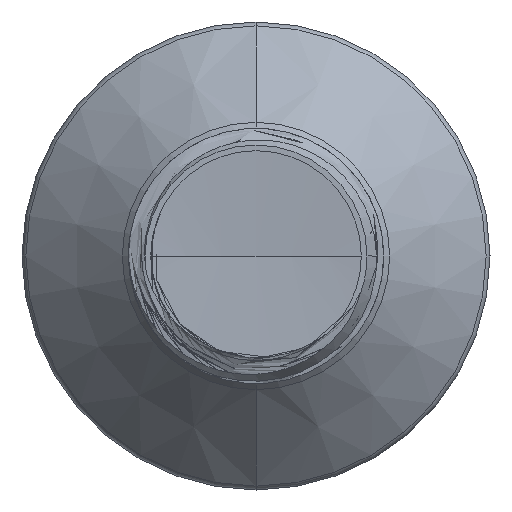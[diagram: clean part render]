
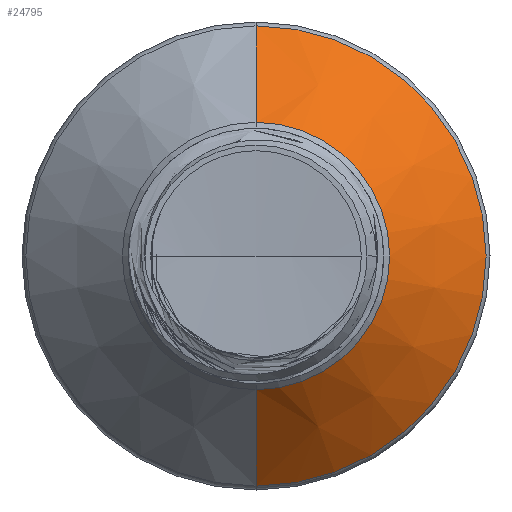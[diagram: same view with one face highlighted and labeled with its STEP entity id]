
A CAD part, front view. The second image highlights one B-rep face of the part: STEP entity #24795.
In plain terms, the highlighted conical face has half-angle 45 degrees and reference radius 1.571 mm.
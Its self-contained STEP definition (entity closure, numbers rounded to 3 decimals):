
#181 = EDGE_CURVE ( 'NONE', #29609, #27670, #7745, .T. ) ;
#299 = CIRCLE ( 'NONE', #12443, 2.704 ) ;
#3557 = LINE ( 'NONE', #14563, #22406 ) ;
#4946 = DIRECTION ( 'NONE',  ( 0., 0., 1. ) ) ;
#4983 = DIRECTION ( 'NONE',  ( 0., 1., 0. ) ) ;
#5015 = CARTESIAN_POINT ( 'NONE',  ( 0., 11.427, 0. ) ) ;
#5934 = EDGE_CURVE ( 'NONE', #11121, #9612, #299, .T. ) ;
#7745 = CIRCLE ( 'NONE', #21054, 1.571 ) ;
#8808 = EDGE_CURVE ( 'NONE', #29609, #11121, #3557, .T. ) ;
#9224 = CARTESIAN_POINT ( 'NONE',  ( 0., 10.293, -1.571 ) ) ;
#9246 = VECTOR ( 'NONE', #13618, 1000. ) ;
#9612 = VERTEX_POINT ( 'NONE', #28050 ) ;
#11121 = VERTEX_POINT ( 'NONE', #13855 ) ;
#12443 = AXIS2_PLACEMENT_3D ( 'NONE', #5015, #4983, #4946 ) ;
#13368 = ORIENTED_EDGE ( 'NONE', *, *, #181, .T. ) ;
#13504 = ORIENTED_EDGE ( 'NONE', *, *, #31999, .T. ) ;
#13535 = ORIENTED_EDGE ( 'NONE', *, *, #5934, .F. ) ;
#13569 = ORIENTED_EDGE ( 'NONE', *, *, #8808, .F. ) ;
#13618 = DIRECTION ( 'NONE',  ( 0., 0.707, -0.707 ) ) ;
#13855 = CARTESIAN_POINT ( 'NONE',  ( 0., 11.427, 2.704 ) ) ;
#14226 = DIRECTION ( 'NONE',  ( 0., 0.707, 0.707 ) ) ;
#14563 = CARTESIAN_POINT ( 'NONE',  ( 0., 10.293, 1.571 ) ) ;
#14579 = FACE_OUTER_BOUND ( 'NONE', #15278, .T. ) ;
#14612 = CARTESIAN_POINT ( 'NONE',  ( 0., 10.293, 1.571 ) ) ;
#15278 = EDGE_LOOP ( 'NONE', ( #13368, #13504, #13535, #13569 ) ) ;
#15605 = DIRECTION ( 'NONE',  ( 0., 0., 1. ) ) ;
#15637 = DIRECTION ( 'NONE',  ( 0., 1., 0. ) ) ;
#15643 = CARTESIAN_POINT ( 'NONE',  ( 0., 10.293, 0. ) ) ;
#16910 = CARTESIAN_POINT ( 'NONE',  ( 0., 10.293, 0. ) ) ;
#17148 = AXIS2_PLACEMENT_3D ( 'NONE', #16910, #22053, #31173 ) ;
#21054 = AXIS2_PLACEMENT_3D ( 'NONE', #15643, #15637, #15605 ) ;
#22053 = DIRECTION ( 'NONE',  ( 0., 1., 0. ) ) ;
#22406 = VECTOR ( 'NONE', #14226, 1000. ) ;
#22689 = LINE ( 'NONE', #28196, #9246 ) ;
#24795 = ADVANCED_FACE ( 'NONE', ( #14579 ), #26029, .T. ) ;
#26029 = CONICAL_SURFACE ( 'NONE', #17148, 1.571, 0.785 ) ;
#27670 = VERTEX_POINT ( 'NONE', #9224 ) ;
#28050 = CARTESIAN_POINT ( 'NONE',  ( 0., 11.427, -2.704 ) ) ;
#28196 = CARTESIAN_POINT ( 'NONE',  ( 0., 10.293, -1.571 ) ) ;
#29609 = VERTEX_POINT ( 'NONE', #14612 ) ;
#31173 = DIRECTION ( 'NONE',  ( 0., 0., 1. ) ) ;
#31999 = EDGE_CURVE ( 'NONE', #27670, #9612, #22689, .T. ) ;
